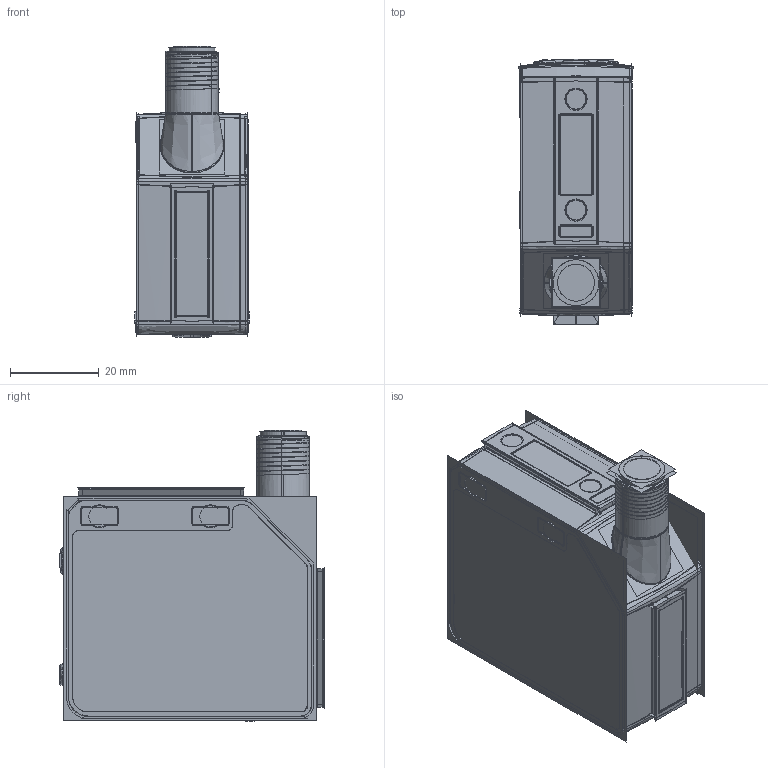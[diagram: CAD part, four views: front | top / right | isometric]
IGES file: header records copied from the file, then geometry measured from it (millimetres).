
Start section:  PTC IGES file: 208134.igs
Global section: file name: 208134.igs; native system: Creo Parametric by PTC Inc.; preprocessor: 2016260; author: pdmadmin; organization: Unknown; date: 20180830.102649; units: millimetre
Bounding box: 25.82 x 59.78 x 65.63 mm (x, y, z)
Volume: 65127.9 mm3; surface area: 130578 mm2
Topology: 12 solids, 14 shells, 1814 faces, 8634 edges, 10621 vertices
Faces by surface type: bspline 1168, revolution 630, extrusion 16
